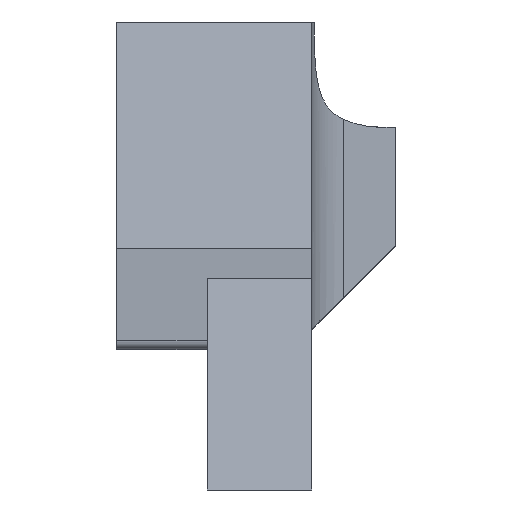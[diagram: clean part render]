
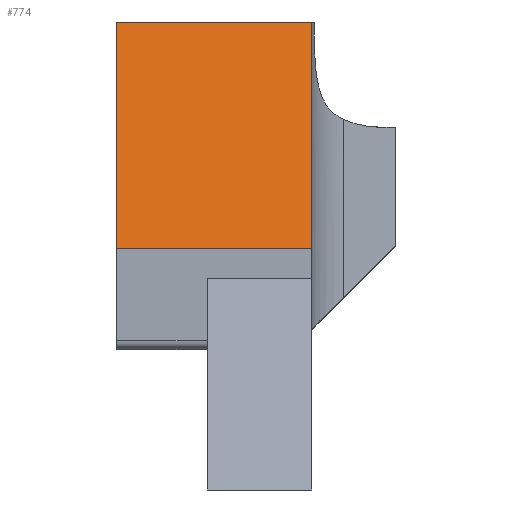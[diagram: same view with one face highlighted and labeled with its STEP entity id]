
A CAD part, top view. The second image highlights one B-rep face of the part: STEP entity #774.
In plain terms, the highlighted planar face has unit normal (0, 0.225, 0.974).
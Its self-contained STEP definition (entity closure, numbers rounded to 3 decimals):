
#109 = CARTESIAN_POINT ( 'NONE',  ( 25.357, -1.147, 34.24 ) ) ;
#120 = LINE ( 'NONE', #330, #159 ) ;
#159 = VECTOR ( 'NONE', #614, 1000. ) ;
#218 = VERTEX_POINT ( 'NONE', #335 ) ;
#226 = DIRECTION ( 'NONE',  ( 0., 0.225, 0.974 ) ) ;
#245 = AXIS2_PLACEMENT_3D ( 'NONE', #1204, #226, #828 ) ;
#264 = VECTOR ( 'NONE', #740, 1000. ) ;
#277 = EDGE_CURVE ( 'NONE', #842, #322, #846, .T. ) ;
#289 = CARTESIAN_POINT ( 'NONE',  ( 30.957, 5.35, 32.74 ) ) ;
#315 = FACE_OUTER_BOUND ( 'NONE', #896, .T. ) ;
#322 = VERTEX_POINT ( 'NONE', #1136 ) ;
#328 = VECTOR ( 'NONE', #945, 1000. ) ;
#330 = CARTESIAN_POINT ( 'NONE',  ( 25.357, 1.489, 33.631 ) ) ;
#335 = CARTESIAN_POINT ( 'NONE',  ( 25.357, 5.35, 32.74 ) ) ;
#360 = CARTESIAN_POINT ( 'NONE',  ( 30.957, -3.903, 34.876 ) ) ;
#444 = CARTESIAN_POINT ( 'NONE',  ( -3.447, 5.35, 32.74 ) ) ;
#447 = LINE ( 'NONE', #360, #705 ) ;
#467 = ORIENTED_EDGE ( 'NONE', *, *, #277, .F. ) ;
#557 = VERTEX_POINT ( 'NONE', #289 ) ;
#614 = DIRECTION ( 'NONE',  ( 0., 0.974, -0.225 ) ) ;
#682 = ORIENTED_EDGE ( 'NONE', *, *, #1028, .F. ) ;
#688 = ORIENTED_EDGE ( 'NONE', *, *, #1167, .F. ) ;
#705 = VECTOR ( 'NONE', #847, 1000. ) ;
#740 = DIRECTION ( 'NONE',  ( -1., 0., 0. ) ) ;
#774 = ADVANCED_FACE ( 'Defeature ausgef�hrt1_29', ( #315 ), #923, .T. ) ;
#828 = DIRECTION ( 'NONE',  ( 0., -0.974, 0.225 ) ) ;
#842 = VERTEX_POINT ( 'NONE', #1025 ) ;
#846 = LINE ( 'NONE', #109, #264 ) ;
#847 = DIRECTION ( 'NONE',  ( 0., -0.974, 0.225 ) ) ;
#896 = EDGE_LOOP ( 'NONE', ( #467, #682, #688, #1290 ) ) ;
#923 = PLANE ( 'NONE',  #245 ) ;
#945 = DIRECTION ( 'NONE',  ( 1., 0., 0. ) ) ;
#970 = EDGE_CURVE ( 'NONE', #322, #218, #120, .T. ) ;
#1025 = CARTESIAN_POINT ( 'NONE',  ( 30.957, -1.147, 34.24 ) ) ;
#1028 = EDGE_CURVE ( 'NONE', #557, #842, #447, .T. ) ;
#1077 = LINE ( 'NONE', #444, #328 ) ;
#1136 = CARTESIAN_POINT ( 'NONE',  ( 25.357, -1.147, 34.24 ) ) ;
#1167 = EDGE_CURVE ( 'NONE', #218, #557, #1077, .T. ) ;
#1204 = CARTESIAN_POINT ( 'NONE',  ( -3.447, 5.35, 32.74 ) ) ;
#1290 = ORIENTED_EDGE ( 'NONE', *, *, #970, .F. ) ;
